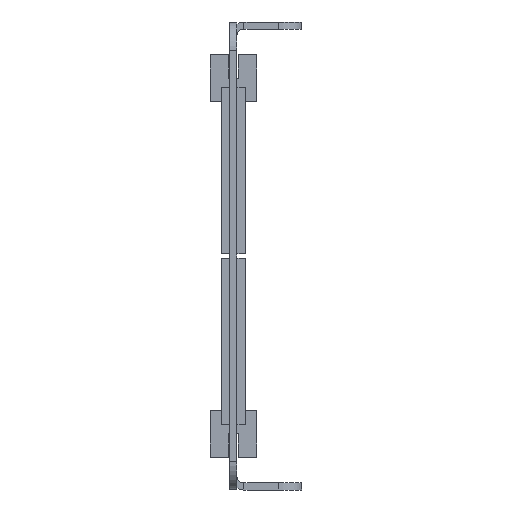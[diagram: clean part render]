
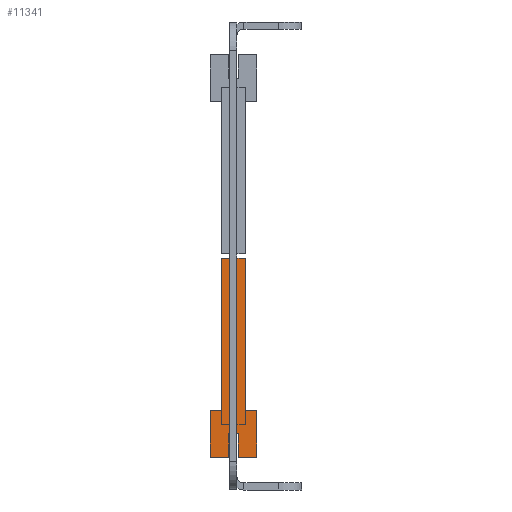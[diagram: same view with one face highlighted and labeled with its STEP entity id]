
A CAD part, left-side view. The second image highlights one B-rep face of the part: STEP entity #11341.
In plain terms, the highlighted face is planar.
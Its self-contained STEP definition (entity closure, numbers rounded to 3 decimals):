
#175 = EDGE_CURVE ( 'NONE', #20214, #32213, #10169, .T. ) ;
#467 = ORIENTED_EDGE ( 'NONE', *, *, #20691, .T. ) ;
#474 = VECTOR ( 'NONE', #25618, 1000. ) ;
#584 = LINE ( 'NONE', #17999, #474 ) ;
#1022 = EDGE_CURVE ( 'NONE', #8492, #29229, #23859, .T. ) ;
#1035 = VERTEX_POINT ( 'NONE', #29492 ) ;
#1264 = ORIENTED_EDGE ( 'NONE', *, *, #20319, .T. ) ;
#1630 = DIRECTION ( 'NONE',  ( -1., 0., 0. ) ) ;
#2249 = LINE ( 'NONE', #10784, #24594 ) ;
#3936 = ORIENTED_EDGE ( 'NONE', *, *, #5777, .F. ) ;
#4632 = DIRECTION ( 'NONE',  ( 1., 0., 0. ) ) ;
#5133 = VERTEX_POINT ( 'NONE', #28626 ) ;
#5185 = EDGE_LOOP ( 'NONE', ( #15133, #28552, #34802, #33962, #14043, #5317, #35546, #5501, #467, #1264, #3936, #10916 ) ) ;
#5199 = VECTOR ( 'NONE', #4632, 1000. ) ;
#5317 = ORIENTED_EDGE ( 'NONE', *, *, #10564, .T. ) ;
#5501 = ORIENTED_EDGE ( 'NONE', *, *, #20546, .T. ) ;
#5577 = DIRECTION ( 'NONE',  ( 0., -1., 0. ) ) ;
#5624 = EDGE_CURVE ( 'NONE', #34981, #8492, #584, .T. ) ;
#5777 = EDGE_CURVE ( 'NONE', #1035, #17262, #7645, .T. ) ;
#6994 = PLANE ( 'NONE',  #13601 ) ;
#7424 = VECTOR ( 'NONE', #31960, 1000. ) ;
#7645 = LINE ( 'NONE', #32506, #7424 ) ;
#7959 = DIRECTION ( 'NONE',  ( 0., -1., 0. ) ) ;
#7987 = VERTEX_POINT ( 'NONE', #33500 ) ;
#8022 = VECTOR ( 'NONE', #34244, 1000. ) ;
#8294 = VECTOR ( 'NONE', #7959, 1000. ) ;
#8492 = VERTEX_POINT ( 'NONE', #20382 ) ;
#8777 = CARTESIAN_POINT ( 'NONE',  ( 0., -5., 590. ) ) ;
#8914 = VECTOR ( 'NONE', #24487, 1000. ) ;
#9567 = CARTESIAN_POINT ( 'NONE',  ( 10., 5., 590. ) ) ;
#9725 = DIRECTION ( 'NONE',  ( 0., 0., 1. ) ) ;
#10013 = CARTESIAN_POINT ( 'NONE',  ( 10., -2.5, 590. ) ) ;
#10169 = LINE ( 'NONE', #29576, #13528 ) ;
#10518 = CARTESIAN_POINT ( 'NONE',  ( 10., 5., 590. ) ) ;
#10564 = EDGE_CURVE ( 'NONE', #29229, #7987, #31983, .T. ) ;
#10661 = CARTESIAN_POINT ( 'NONE',  ( 10., -5., 590. ) ) ;
#10784 = CARTESIAN_POINT ( 'NONE',  ( 0., 5., 590. ) ) ;
#10916 = ORIENTED_EDGE ( 'NONE', *, *, #26585, .F. ) ;
#11341 = ADVANCED_FACE ( 'NONE', ( #26593 ), #6994, .T. ) ;
#12136 = CARTESIAN_POINT ( 'NONE',  ( 42.5, 2.5, 590. ) ) ;
#12349 = EDGE_CURVE ( 'NONE', #7987, #16527, #19065, .T. ) ;
#12795 = DIRECTION ( 'NONE',  ( 1., 0., 0. ) ) ;
#13152 = CARTESIAN_POINT ( 'NONE',  ( 0., -1., 590. ) ) ;
#13211 = VECTOR ( 'NONE', #16518, 1000. ) ;
#13528 = VECTOR ( 'NONE', #1630, 1000. ) ;
#13576 = LINE ( 'NONE', #21758, #8294 ) ;
#13601 = AXIS2_PLACEMENT_3D ( 'NONE', #35128, #9725, #12795 ) ;
#14043 = ORIENTED_EDGE ( 'NONE', *, *, #1022, .T. ) ;
#14370 = VECTOR ( 'NONE', #21378, 1000. ) ;
#14836 = VERTEX_POINT ( 'NONE', #9567 ) ;
#15133 = ORIENTED_EDGE ( 'NONE', *, *, #175, .T. ) ;
#16518 = DIRECTION ( 'NONE',  ( -1., 0., 0. ) ) ;
#16527 = VERTEX_POINT ( 'NONE', #13152 ) ;
#17262 = VERTEX_POINT ( 'NONE', #10013 ) ;
#17999 = CARTESIAN_POINT ( 'NONE',  ( 0., 5., 590. ) ) ;
#18298 = LINE ( 'NONE', #10661, #14370 ) ;
#18364 = VECTOR ( 'NONE', #21586, 1000. ) ;
#18793 = EDGE_CURVE ( 'NONE', #32213, #14836, #35383, .T. ) ;
#19065 = LINE ( 'NONE', #27586, #13211 ) ;
#20214 = VERTEX_POINT ( 'NONE', #12136 ) ;
#20319 = EDGE_CURVE ( 'NONE', #5133, #17262, #18298, .T. ) ;
#20382 = CARTESIAN_POINT ( 'NONE',  ( 0., 1., 590. ) ) ;
#20546 = EDGE_CURVE ( 'NONE', #16527, #31236, #35884, .T. ) ;
#20691 = EDGE_CURVE ( 'NONE', #31236, #5133, #30986, .T. ) ;
#21342 = VECTOR ( 'NONE', #5577, 1000. ) ;
#21378 = DIRECTION ( 'NONE',  ( 0., 1., 0. ) ) ;
#21385 = EDGE_CURVE ( 'NONE', #14836, #34981, #2249, .T. ) ;
#21586 = DIRECTION ( 'NONE',  ( 0., 1., 0. ) ) ;
#21674 = DIRECTION ( 'NONE',  ( -1., 0., 0. ) ) ;
#21758 = CARTESIAN_POINT ( 'NONE',  ( 42.5, 2.5, 590. ) ) ;
#23859 = LINE ( 'NONE', #32216, #5199 ) ;
#24057 = CARTESIAN_POINT ( 'NONE',  ( 10., 2.5, 590. ) ) ;
#24487 = DIRECTION ( 'NONE',  ( 0., -1., 0. ) ) ;
#24594 = VECTOR ( 'NONE', #21674, 1000. ) ;
#25618 = DIRECTION ( 'NONE',  ( 0., -1., 0. ) ) ;
#26585 = EDGE_CURVE ( 'NONE', #20214, #1035, #13576, .T. ) ;
#26593 = FACE_OUTER_BOUND ( 'NONE', #5185, .T. ) ;
#27096 = CARTESIAN_POINT ( 'NONE',  ( 0., 5., 590. ) ) ;
#27586 = CARTESIAN_POINT ( 'NONE',  ( 0., -1., 590. ) ) ;
#28263 = CARTESIAN_POINT ( 'NONE',  ( 0., -5., 590. ) ) ;
#28552 = ORIENTED_EDGE ( 'NONE', *, *, #18793, .T. ) ;
#28626 = CARTESIAN_POINT ( 'NONE',  ( 10., -5., 590. ) ) ;
#29229 = VERTEX_POINT ( 'NONE', #31709 ) ;
#29492 = CARTESIAN_POINT ( 'NONE',  ( 42.5, -2.5, 590. ) ) ;
#29576 = CARTESIAN_POINT ( 'NONE',  ( 42.5, 2.5, 590. ) ) ;
#30432 = CARTESIAN_POINT ( 'NONE',  ( 0., -5., 590. ) ) ;
#30986 = LINE ( 'NONE', #28263, #8022 ) ;
#31236 = VERTEX_POINT ( 'NONE', #8777 ) ;
#31709 = CARTESIAN_POINT ( 'NONE',  ( 5., 1., 590. ) ) ;
#31960 = DIRECTION ( 'NONE',  ( -1., 0., 0. ) ) ;
#31983 = LINE ( 'NONE', #34354, #8914 ) ;
#32213 = VERTEX_POINT ( 'NONE', #24057 ) ;
#32216 = CARTESIAN_POINT ( 'NONE',  ( 0., 1., 590. ) ) ;
#32506 = CARTESIAN_POINT ( 'NONE',  ( 42.5, -2.5, 590. ) ) ;
#33500 = CARTESIAN_POINT ( 'NONE',  ( 5., -1., 590. ) ) ;
#33962 = ORIENTED_EDGE ( 'NONE', *, *, #5624, .T. ) ;
#34244 = DIRECTION ( 'NONE',  ( 1., 0., 0. ) ) ;
#34354 = CARTESIAN_POINT ( 'NONE',  ( 5., 1., 590. ) ) ;
#34802 = ORIENTED_EDGE ( 'NONE', *, *, #21385, .T. ) ;
#34981 = VERTEX_POINT ( 'NONE', #27096 ) ;
#35128 = CARTESIAN_POINT ( 'NONE',  ( 0., 0., 590. ) ) ;
#35383 = LINE ( 'NONE', #10518, #18364 ) ;
#35546 = ORIENTED_EDGE ( 'NONE', *, *, #12349, .T. ) ;
#35884 = LINE ( 'NONE', #30432, #21342 ) ;
